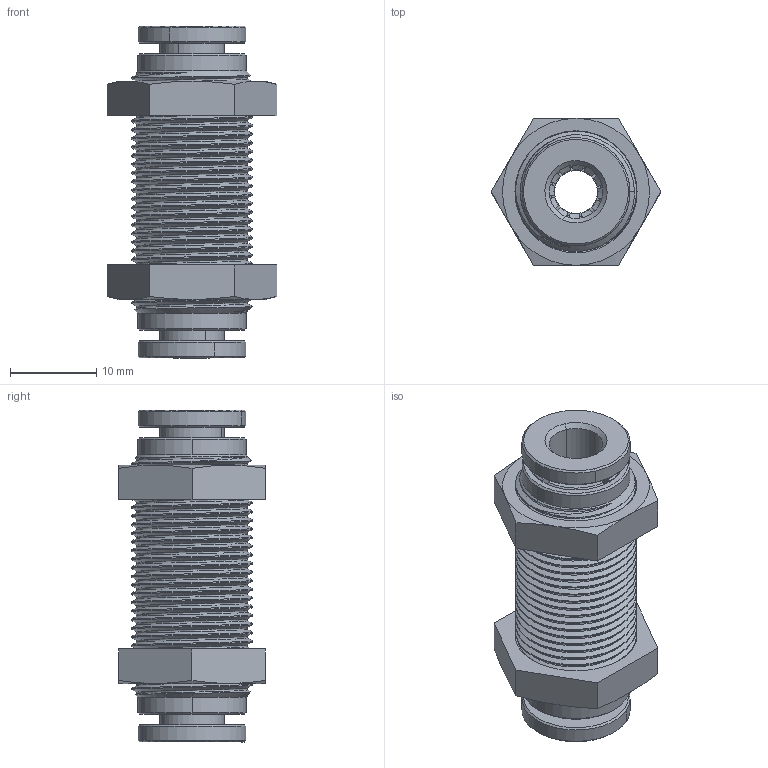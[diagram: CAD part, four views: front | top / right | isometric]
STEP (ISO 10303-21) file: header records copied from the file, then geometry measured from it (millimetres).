
FILE_DESCRIPTION (( 'STEP AP214' ), '1' );
FILE_NAME ('BUS6W.STEP', '2018-07-05T15:42:28', ( '' ), ( '' ), 'SwSTEP 2.0', 'SolidWorks 2016', '' );
FILE_SCHEMA (( 'AUTOMOTIVE_DESIGN' ));
Length unit declared in the file: millimetre
Products named in the file (1): BUS6W
Bounding box: 19.63 x 17 x 38.4 mm (x, y, z)
Volume: 4388.9 mm3; surface area: 7708.2 mm2
Topology: 13 solids, 13 shells, 728 faces, 1992 edges, 1296 vertices
Faces by surface type: cone 241, plane 228, cylinder 186, bspline 69, torus 4
Entity records: 42417 total; most frequent: CARTESIAN_POINT 17319, ORIENTED_EDGE 3984, DIRECTION 3060, EDGE_CURVE 1992, VERTEX_POINT 1296, AXIS2_PLACEMENT_3D 1256, EDGE_LOOP 760, UNCERTAINTY_MEASURE_WITH_UNIT 743
